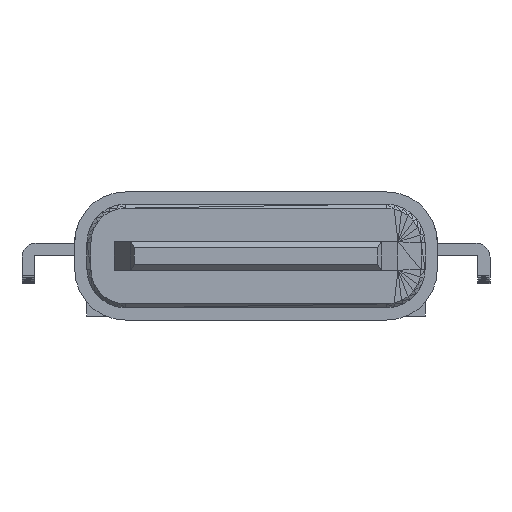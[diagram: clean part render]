
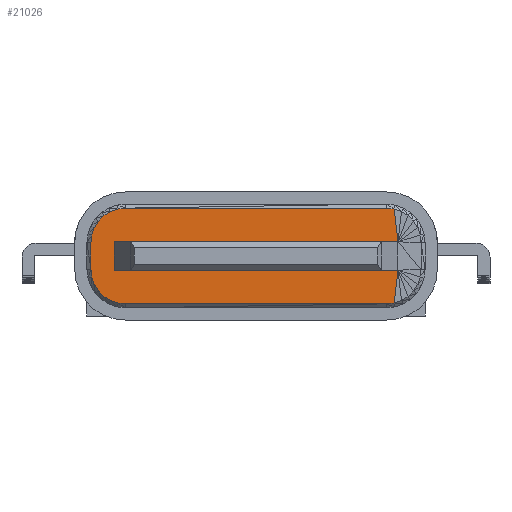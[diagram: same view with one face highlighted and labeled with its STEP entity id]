
A CAD part, front view. The second image highlights one B-rep face of the part: STEP entity #21026.
In plain terms, the highlighted planar face has unit normal (0, -1, 0).
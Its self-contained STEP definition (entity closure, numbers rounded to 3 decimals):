
#1498=FACE_OUTER_BOUND('',#2997,.T.);
#2997=EDGE_LOOP('',(#17992,#17993,#17994,#17995,#17996,#17997,#17998,#17999,
#18000,#18001,#18002,#18003,#18004,#18005,#18006,#18007,#18008,#18009,#18010,
#18011,#18012,#18013,#18014,#18015));
#3229=LINE('',#28726,#5989);
#3493=LINE('',#29257,#6253);
#5546=LINE('',#33348,#8306);
#5554=LINE('',#33362,#8314);
#5559=LINE('',#33371,#8319);
#5586=LINE('',#33424,#8346);
#5590=LINE('',#33432,#8350);
#5594=LINE('',#33440,#8354);
#5598=LINE('',#33448,#8358);
#5602=LINE('',#33456,#8362);
#5606=LINE('',#33464,#8366);
#5610=LINE('',#33472,#8370);
#5616=LINE('',#33482,#8376);
#5618=LINE('',#33486,#8378);
#5622=LINE('',#33493,#8382);
#5626=LINE('',#33501,#8386);
#5630=LINE('',#33509,#8390);
#5634=LINE('',#33517,#8394);
#5638=LINE('',#33525,#8398);
#5642=LINE('',#33533,#8402);
#5646=LINE('',#33540,#8406);
#5748=LINE('',#33732,#8508);
#5754=LINE('',#33744,#8514);
#5755=LINE('',#33745,#8515);
#5989=VECTOR('',#22846,1.);
#6253=VECTOR('',#23170,1.);
#8306=VECTOR('',#27757,1.);
#8314=VECTOR('',#27773,1.);
#8319=VECTOR('',#27782,1.);
#8346=VECTOR('',#27837,1.);
#8350=VECTOR('',#27845,1.);
#8354=VECTOR('',#27853,1.);
#8358=VECTOR('',#27861,1.);
#8362=VECTOR('',#27869,1.);
#8366=VECTOR('',#27877,1.);
#8370=VECTOR('',#27885,1.);
#8376=VECTOR('',#27897,1.);
#8378=VECTOR('',#27901,1.);
#8382=VECTOR('',#27909,1.);
#8386=VECTOR('',#27917,1.);
#8390=VECTOR('',#27925,1.);
#8394=VECTOR('',#27933,1.);
#8398=VECTOR('',#27941,1.);
#8402=VECTOR('',#27949,1.);
#8406=VECTOR('',#27957,1.);
#8508=VECTOR('',#28209,1.);
#8514=VECTOR('',#28227,1.);
#8515=VECTOR('',#28228,1.);
#8721=VERTEX_POINT('',#28723);
#8722=VERTEX_POINT('',#28725);
#8959=VERTEX_POINT('',#29255);
#9728=VERTEX_POINT('',#33338);
#9730=VERTEX_POINT('',#33346);
#9732=VERTEX_POINT('',#33361);
#9733=VERTEX_POINT('',#33367);
#9734=VERTEX_POINT('',#33369);
#9746=VERTEX_POINT('',#33422);
#9748=VERTEX_POINT('',#33430);
#9750=VERTEX_POINT('',#33438);
#9752=VERTEX_POINT('',#33446);
#9754=VERTEX_POINT('',#33454);
#9756=VERTEX_POINT('',#33462);
#9758=VERTEX_POINT('',#33470);
#9759=VERTEX_POINT('',#33477);
#9760=VERTEX_POINT('',#33485);
#9761=VERTEX_POINT('',#33491);
#9763=VERTEX_POINT('',#33499);
#9765=VERTEX_POINT('',#33507);
#9767=VERTEX_POINT('',#33515);
#9769=VERTEX_POINT('',#33523);
#9771=VERTEX_POINT('',#33531);
#9787=VERTEX_POINT('',#33730);
#10006=EDGE_CURVE('',#8722,#8721,#3229,.T.);
#10270=EDGE_CURVE('',#8959,#8721,#3493,.T.);
#12323=EDGE_CURVE('',#9730,#9728,#5546,.T.);
#12331=EDGE_CURVE('',#9732,#9730,#5554,.T.);
#12336=EDGE_CURVE('',#9733,#9734,#5559,.T.);
#12363=EDGE_CURVE('',#9732,#9746,#5586,.T.);
#12367=EDGE_CURVE('',#9748,#9746,#5590,.T.);
#12371=EDGE_CURVE('',#9750,#9748,#5594,.T.);
#12375=EDGE_CURVE('',#9752,#9750,#5598,.T.);
#12379=EDGE_CURVE('',#9752,#9754,#5602,.T.);
#12383=EDGE_CURVE('',#9756,#9754,#5606,.T.);
#12387=EDGE_CURVE('',#9758,#9756,#5610,.T.);
#12393=EDGE_CURVE('',#9734,#9759,#5616,.T.);
#12395=EDGE_CURVE('',#9758,#9760,#5618,.T.);
#12399=EDGE_CURVE('',#9760,#9761,#5622,.T.);
#12403=EDGE_CURVE('',#9763,#9761,#5626,.T.);
#12407=EDGE_CURVE('',#9765,#9763,#5630,.T.);
#12411=EDGE_CURVE('',#9765,#9767,#5634,.T.);
#12415=EDGE_CURVE('',#9769,#9767,#5638,.T.);
#12419=EDGE_CURVE('',#9771,#9769,#5642,.T.);
#12423=EDGE_CURVE('',#9759,#9771,#5646,.T.);
#12525=EDGE_CURVE('',#9787,#9733,#5748,.T.);
#12531=EDGE_CURVE('',#8722,#9728,#5754,.T.);
#12532=EDGE_CURVE('',#9787,#8959,#5755,.T.);
#17992=ORIENTED_EDGE('',*,*,#12336,.T.);
#17993=ORIENTED_EDGE('',*,*,#12393,.T.);
#17994=ORIENTED_EDGE('',*,*,#12423,.T.);
#17995=ORIENTED_EDGE('',*,*,#12419,.T.);
#17996=ORIENTED_EDGE('',*,*,#12415,.T.);
#17997=ORIENTED_EDGE('',*,*,#12411,.F.);
#17998=ORIENTED_EDGE('',*,*,#12407,.T.);
#17999=ORIENTED_EDGE('',*,*,#12403,.T.);
#18000=ORIENTED_EDGE('',*,*,#12399,.F.);
#18001=ORIENTED_EDGE('',*,*,#12395,.F.);
#18002=ORIENTED_EDGE('',*,*,#12387,.T.);
#18003=ORIENTED_EDGE('',*,*,#12383,.T.);
#18004=ORIENTED_EDGE('',*,*,#12379,.F.);
#18005=ORIENTED_EDGE('',*,*,#12375,.T.);
#18006=ORIENTED_EDGE('',*,*,#12371,.T.);
#18007=ORIENTED_EDGE('',*,*,#12367,.T.);
#18008=ORIENTED_EDGE('',*,*,#12363,.F.);
#18009=ORIENTED_EDGE('',*,*,#12331,.T.);
#18010=ORIENTED_EDGE('',*,*,#12323,.T.);
#18011=ORIENTED_EDGE('',*,*,#12531,.F.);
#18012=ORIENTED_EDGE('',*,*,#10006,.T.);
#18013=ORIENTED_EDGE('',*,*,#10270,.F.);
#18014=ORIENTED_EDGE('',*,*,#12532,.F.);
#18015=ORIENTED_EDGE('',*,*,#12525,.T.);
#19540=PLANE('',#22526);
#21026=ADVANCED_FACE('',(#1498),#19540,.T.);
#22526=AXIS2_PLACEMENT_3D('',#33743,#28225,#28226);
#22846=DIRECTION('',(-1.,0.,0.));
#23170=DIRECTION('',(0.,0.,-1.));
#27757=DIRECTION('',(0.994,0.,0.112));
#27773=DIRECTION('',(1.,0.,0.));
#27782=DIRECTION('',(-0.994,0.,0.112));
#27837=DIRECTION('',(-0.994,0.,0.112));
#27845=DIRECTION('',(0.944,0.,-0.33));
#27853=DIRECTION('',(0.847,0.,-0.532));
#27861=DIRECTION('',(0.707,0.,-0.707));
#27869=DIRECTION('',(-0.532,0.,0.847));
#27877=DIRECTION('',(0.33,0.,-0.944));
#27885=DIRECTION('',(0.112,0.,-0.994));
#27897=DIRECTION('',(-1.,0.,0.));
#27901=DIRECTION('',(0.,0.,1.));
#27909=DIRECTION('',(0.112,0.,0.994));
#27917=DIRECTION('',(-0.33,0.,-0.944));
#27925=DIRECTION('',(-0.532,0.,-0.847));
#27933=DIRECTION('',(0.707,0.,0.707));
#27941=DIRECTION('',(-0.847,0.,-0.532));
#27949=DIRECTION('',(-0.944,0.,-0.33));
#27957=DIRECTION('',(-0.994,0.,-0.112));
#28209=DIRECTION('',(-0.112,0.,0.994));
#28225=DIRECTION('center_axis',(0.,-1.,0.));
#28226=DIRECTION('ref_axis',(0.,0.,-1.));
#28227=DIRECTION('',(-0.112,0.,-0.994));
#28228=DIRECTION('',(-1.,0.,0.));
#28723=CARTESIAN_POINT('',(-3.5,1.35,1.23));
#28725=CARTESIAN_POINT('',(3.5,1.35,1.23));
#28726=CARTESIAN_POINT('',(3.5,1.35,1.23));
#29255=CARTESIAN_POINT('',(-3.5,1.35,1.93));
#29257=CARTESIAN_POINT('',(-3.5,1.35,1.93));
#33338=CARTESIAN_POINT('',(3.409,1.35,0.421));
#33346=CARTESIAN_POINT('',(3.22,1.35,0.4));
#33348=CARTESIAN_POINT('',(3.22,1.35,0.4));
#33361=CARTESIAN_POINT('',(-3.22,1.35,0.4));
#33362=CARTESIAN_POINT('',(-3.22,1.35,0.4));
#33367=CARTESIAN_POINT('',(3.409,1.35,2.739));
#33369=CARTESIAN_POINT('',(3.22,1.35,2.76));
#33371=CARTESIAN_POINT('',(3.409,1.35,2.739));
#33422=CARTESIAN_POINT('',(-3.409,1.35,0.421));
#33424=CARTESIAN_POINT('',(-3.22,1.35,0.4));
#33430=CARTESIAN_POINT('',(-3.589,1.35,0.484));
#33432=CARTESIAN_POINT('',(-3.589,1.35,0.484));
#33438=CARTESIAN_POINT('',(-3.75,1.35,0.585));
#33440=CARTESIAN_POINT('',(-3.75,1.35,0.585));
#33446=CARTESIAN_POINT('',(-3.885,1.35,0.72));
#33448=CARTESIAN_POINT('',(-3.885,1.35,0.72));
#33454=CARTESIAN_POINT('',(-3.986,1.35,0.881));
#33456=CARTESIAN_POINT('',(-3.885,1.35,0.72));
#33462=CARTESIAN_POINT('',(-4.049,1.35,1.061));
#33464=CARTESIAN_POINT('',(-4.049,1.35,1.061));
#33470=CARTESIAN_POINT('',(-4.07,1.35,1.25));
#33472=CARTESIAN_POINT('',(-4.07,1.35,1.25));
#33477=CARTESIAN_POINT('',(-3.22,1.35,2.76));
#33482=CARTESIAN_POINT('',(3.22,1.35,2.76));
#33485=CARTESIAN_POINT('',(-4.07,1.35,1.91));
#33486=CARTESIAN_POINT('',(-4.07,1.35,1.25));
#33491=CARTESIAN_POINT('',(-4.049,1.35,2.099));
#33493=CARTESIAN_POINT('',(-4.07,1.35,1.91));
#33499=CARTESIAN_POINT('',(-3.986,1.35,2.279));
#33501=CARTESIAN_POINT('',(-3.986,1.35,2.279));
#33507=CARTESIAN_POINT('',(-3.885,1.35,2.44));
#33509=CARTESIAN_POINT('',(-3.885,1.35,2.44));
#33515=CARTESIAN_POINT('',(-3.75,1.35,2.575));
#33517=CARTESIAN_POINT('',(-3.885,1.35,2.44));
#33523=CARTESIAN_POINT('',(-3.589,1.35,2.676));
#33525=CARTESIAN_POINT('',(-3.589,1.35,2.676));
#33531=CARTESIAN_POINT('',(-3.409,1.35,2.739));
#33533=CARTESIAN_POINT('',(-3.409,1.35,2.739));
#33540=CARTESIAN_POINT('',(-3.22,1.35,2.76));
#33730=CARTESIAN_POINT('',(3.5,1.35,1.93));
#33732=CARTESIAN_POINT('',(3.5,1.35,1.93));
#33743=CARTESIAN_POINT('Origin',(3.5,1.35,1.93));
#33744=CARTESIAN_POINT('',(3.5,1.35,1.23));
#33745=CARTESIAN_POINT('',(3.5,1.35,1.93));
